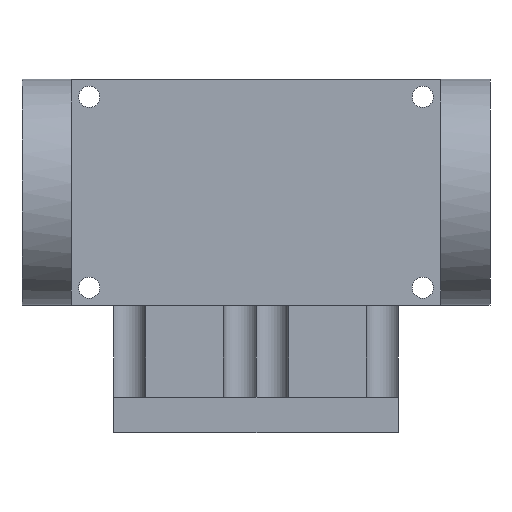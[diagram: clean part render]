
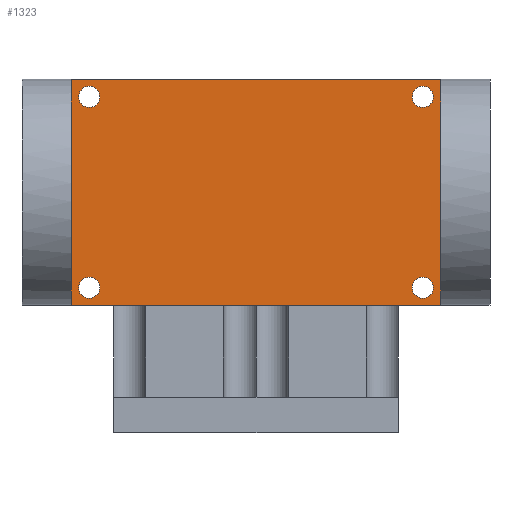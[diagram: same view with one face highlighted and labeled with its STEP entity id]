
A CAD part, front view. The second image highlights one B-rep face of the part: STEP entity #1323.
In plain terms, the highlighted planar face has unit normal (0, -1, 0).
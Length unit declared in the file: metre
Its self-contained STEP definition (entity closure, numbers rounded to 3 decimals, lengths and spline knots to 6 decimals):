
#105=CIRCLE('',#1468,0.0015);
#106=CIRCLE('',#1470,0.0015);
#107=CIRCLE('',#1472,0.0015);
#108=CIRCLE('',#1474,0.0015);
#405=ORIENTED_EDGE('',*,*,#620,.F.);
#406=ORIENTED_EDGE('',*,*,#619,.F.);
#407=ORIENTED_EDGE('',*,*,#618,.F.);
#408=ORIENTED_EDGE('',*,*,#617,.F.);
#409=ORIENTED_EDGE('',*,*,#520,.F.);
#410=ORIENTED_EDGE('',*,*,#532,.F.);
#411=ORIENTED_EDGE('',*,*,#621,.F.);
#412=ORIENTED_EDGE('',*,*,#482,.F.);
#413=ORIENTED_EDGE('',*,*,#622,.F.);
#414=ORIENTED_EDGE('',*,*,#489,.F.);
#415=ORIENTED_EDGE('',*,*,#616,.T.);
#416=ORIENTED_EDGE('',*,*,#478,.T.);
#417=ORIENTED_EDGE('',*,*,#623,.T.);
#418=ORIENTED_EDGE('',*,*,#475,.T.);
#419=ORIENTED_EDGE('',*,*,#624,.T.);
#420=ORIENTED_EDGE('',*,*,#554,.T.);
#475=EDGE_CURVE('',#645,#647,#764,.T.);
#478=EDGE_CURVE('',#648,#649,#766,.T.);
#482=EDGE_CURVE('',#653,#654,#768,.T.);
#489=EDGE_CURVE('',#659,#658,#772,.T.);
#520=EDGE_CURVE('',#688,#689,#791,.T.);
#532=EDGE_CURVE('',#697,#688,#799,.T.);
#554=EDGE_CURVE('',#710,#689,#817,.T.);
#616=EDGE_CURVE('',#659,#648,#848,.T.);
#617=EDGE_CURVE('',#751,#751,#105,.T.);
#618=EDGE_CURVE('',#752,#752,#106,.T.);
#619=EDGE_CURVE('',#753,#753,#107,.T.);
#620=EDGE_CURVE('',#754,#754,#108,.T.);
#621=EDGE_CURVE('',#654,#697,#849,.T.);
#622=EDGE_CURVE('',#658,#653,#850,.T.);
#623=EDGE_CURVE('',#649,#645,#851,.T.);
#624=EDGE_CURVE('',#647,#710,#852,.T.);
#645=VERTEX_POINT('',#1916);
#647=VERTEX_POINT('',#1920);
#648=VERTEX_POINT('',#1924);
#649=VERTEX_POINT('',#1926);
#653=VERTEX_POINT('',#1935);
#654=VERTEX_POINT('',#1937);
#658=VERTEX_POINT('',#1948);
#659=VERTEX_POINT('',#1950);
#688=VERTEX_POINT('',#2018);
#689=VERTEX_POINT('',#2020);
#697=VERTEX_POINT('',#2041);
#710=VERTEX_POINT('',#2080);
#751=VERTEX_POINT('',#2223);
#752=VERTEX_POINT('',#2226);
#753=VERTEX_POINT('',#2229);
#754=VERTEX_POINT('',#2232);
#764=LINE('',#1921,#858);
#766=LINE('',#1927,#860);
#768=LINE('',#1936,#862);
#772=LINE('',#1951,#866);
#791=LINE('',#2019,#885);
#799=LINE('',#2042,#893);
#817=LINE('',#2079,#911);
#848=LINE('',#2218,#942);
#849=LINE('',#2234,#943);
#850=LINE('',#2235,#944);
#851=LINE('',#2236,#945);
#852=LINE('',#2237,#946);
#858=VECTOR('',#1521,1.);
#860=VECTOR('',#1527,1.);
#862=VECTOR('',#1535,1.);
#866=VECTOR('',#1549,1.);
#885=VECTOR('',#1608,1.);
#893=VECTOR('',#1628,1.);
#911=VECTOR('',#1660,1.);
#942=VECTOR('',#1825,1.);
#943=VECTOR('',#1848,1.);
#944=VECTOR('',#1849,1.);
#945=VECTOR('',#1850,1.);
#946=VECTOR('',#1851,1.);
#1062=EDGE_LOOP('',(#405));
#1063=EDGE_LOOP('',(#406));
#1064=EDGE_LOOP('',(#407));
#1065=EDGE_LOOP('',(#408));
#1066=EDGE_LOOP('',(#409,#410,#411,#412,#413,#414,#415,#416,#417,#418,#419,
#420));
#1198=FACE_BOUND('',#1062,.T.);
#1199=FACE_BOUND('',#1063,.T.);
#1200=FACE_BOUND('',#1064,.T.);
#1201=FACE_BOUND('',#1065,.T.);
#1202=FACE_BOUND('',#1066,.T.);
#1254=PLANE('',#1475);
#1323=ADVANCED_FACE('',(#1198,#1199,#1200,#1201,#1202),#1254,.T.);
#1468=AXIS2_PLACEMENT_3D('',#2222,#1832,#1833);
#1470=AXIS2_PLACEMENT_3D('',#2225,#1836,#1837);
#1472=AXIS2_PLACEMENT_3D('',#2228,#1840,#1841);
#1474=AXIS2_PLACEMENT_3D('',#2231,#1844,#1845);
#1475=AXIS2_PLACEMENT_3D('',#2233,#1846,#1847);
#1521=DIRECTION('',(0.,0.,-1.));
#1527=DIRECTION('',(0.,0.,-1.));
#1535=DIRECTION('',(0.,0.,-1.));
#1549=DIRECTION('',(0.,0.,-1.));
#1608=DIRECTION('',(-1.,0.,0.));
#1628=DIRECTION('',(0.,0.,-1.));
#1660=DIRECTION('',(0.,0.,-1.));
#1825=DIRECTION('',(-1.,0.,0.));
#1832=DIRECTION('',(0.,-1.,0.));
#1833=DIRECTION('',(1.,0.,0.));
#1836=DIRECTION('',(0.,-1.,0.));
#1837=DIRECTION('',(1.,0.,0.));
#1840=DIRECTION('',(0.,-1.,0.));
#1841=DIRECTION('',(1.,0.,0.));
#1844=DIRECTION('',(0.,-1.,0.));
#1845=DIRECTION('',(1.,0.,0.));
#1846=DIRECTION('',(0.,-1.,0.));
#1847=DIRECTION('',(1.,0.,0.));
#1848=DIRECTION('',(0.,0.,-1.));
#1849=DIRECTION('',(0.,0.,-1.));
#1850=DIRECTION('',(0.,0.,-1.));
#1851=DIRECTION('',(0.,0.,-1.));
#1916=CARTESIAN_POINT('',(0.,-0.01,0.020818));
#1920=CARTESIAN_POINT('',(0.,-0.01,0.011182));
#1921=CARTESIAN_POINT('',(0.,-0.01,0.008));
#1924=CARTESIAN_POINT('',(0.,-0.01,0.032));
#1926=CARTESIAN_POINT('',(0.,-0.01,0.02849));
#1927=CARTESIAN_POINT('',(0.,-0.01,0.008));
#1935=CARTESIAN_POINT('',(0.0522,-0.01,0.020818));
#1936=CARTESIAN_POINT('',(0.0522,-0.01,0.008));
#1937=CARTESIAN_POINT('',(0.0522,-0.01,0.011182));
#1948=CARTESIAN_POINT('',(0.0522,-0.01,0.02849));
#1950=CARTESIAN_POINT('',(0.0522,-0.01,0.032));
#1951=CARTESIAN_POINT('',(0.0522,-0.01,0.008));
#2018=CARTESIAN_POINT('',(0.0522,-0.01,0.));
#2019=CARTESIAN_POINT('',(0.0261,-0.01,0.));
#2020=CARTESIAN_POINT('',(0.,-0.01,0.));
#2041=CARTESIAN_POINT('',(0.0522,-0.01,0.00351));
#2042=CARTESIAN_POINT('',(0.0522,-0.01,0.008));
#2079=CARTESIAN_POINT('',(0.,-0.01,0.008));
#2080=CARTESIAN_POINT('',(0.,-0.01,0.00351));
#2218=CARTESIAN_POINT('',(0.0522,-0.01,0.032));
#2222=CARTESIAN_POINT('',(0.0497,-0.01,0.0025));
#2223=CARTESIAN_POINT('',(0.0512,-0.01,0.0025));
#2225=CARTESIAN_POINT('',(0.0497,-0.01,0.0295));
#2226=CARTESIAN_POINT('',(0.0512,-0.01,0.0295));
#2228=CARTESIAN_POINT('',(0.0025,-0.01,0.0025));
#2229=CARTESIAN_POINT('',(0.004,-0.01,0.0025));
#2231=CARTESIAN_POINT('',(0.0025,-0.01,0.0295));
#2232=CARTESIAN_POINT('',(0.004,-0.01,0.0295));
#2233=CARTESIAN_POINT('',(0.0261,-0.01,0.0095));
#2234=CARTESIAN_POINT('',(0.0522,-0.01,0.008));
#2235=CARTESIAN_POINT('',(0.0522,-0.01,0.008));
#2236=CARTESIAN_POINT('',(0.,-0.01,0.008));
#2237=CARTESIAN_POINT('',(0.,-0.01,0.008));
